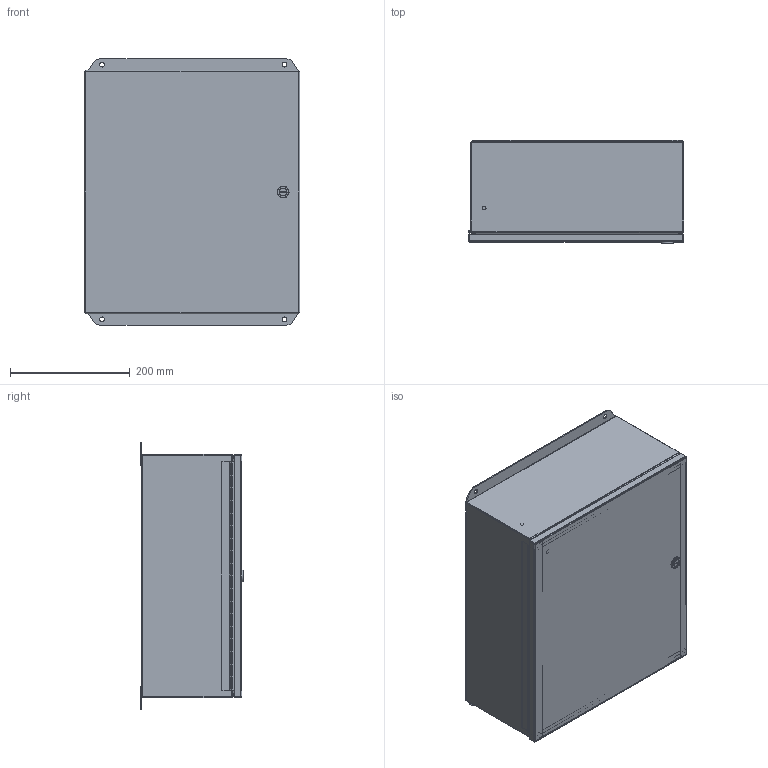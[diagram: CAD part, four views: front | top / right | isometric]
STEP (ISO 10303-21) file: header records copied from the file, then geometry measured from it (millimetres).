
FILE_DESCRIPTION (( 'STEP AP203' ), '1' );
FILE_NAME ('EJ16146S16_Default.step', '2019-11-13T20:06:45', ( '' ), ( '' ), 'SwSTEP 2.0', 'SolidWorks 2019', '' );
FILE_SCHEMA (( 'CONFIG_CONTROL_DESIGN' ));
Length unit declared in the file: inch
Products named in the file (1): EJ16146S16_Default
Bounding box: 359.8 x 172.86 x 444.5 mm (x, y, z)
Volume: 1193285.5 mm3; surface area: 1548952.3 mm2
Topology: 16 solids, 17 shells, 692 faces, 1772 edges, 1113 vertices
Faces by surface type: plane 358, cylinder 254, bspline 44, cone 36
Entity records: 23487 total; most frequent: CARTESIAN_POINT 6654, ORIENTED_EDGE 3520, DIRECTION 3438, EDGE_CURVE 1760, LINE 1156, VECTOR 1156, AXIS2_PLACEMENT_3D 1141, VERTEX_POINT 1113
